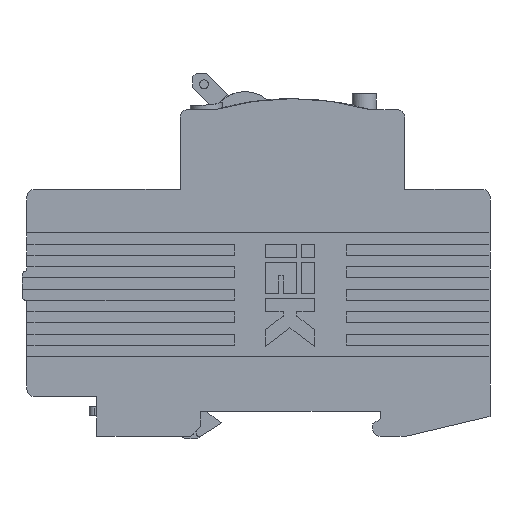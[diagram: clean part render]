
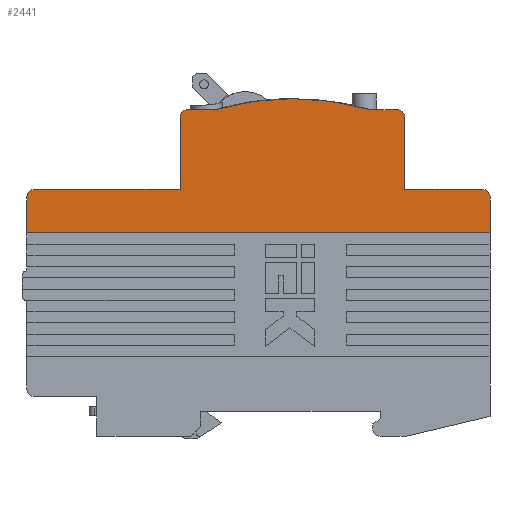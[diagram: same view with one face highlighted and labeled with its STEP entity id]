
A CAD part, left-side view. The second image highlights one B-rep face of the part: STEP entity #2441.
In plain terms, the highlighted planar face has unit normal (-1, 0, 0).
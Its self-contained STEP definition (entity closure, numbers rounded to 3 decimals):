
#12 = DIRECTION ( 'NONE',  ( 0., 0., -1. ) ) ;
#41 = CARTESIAN_POINT ( 'NONE',  ( -59.502, 53.1, 11.587 ) ) ;
#417 = AXIS2_PLACEMENT_3D ( 'NONE', #41, #11031, #9442 ) ;
#625 = VERTEX_POINT ( 'NONE', #6240 ) ;
#787 = ORIENTED_EDGE ( 'NONE', *, *, #3194, .T. ) ;
#792 = VERTEX_POINT ( 'NONE', #3895 ) ;
#891 = CARTESIAN_POINT ( 'NONE',  ( -59.502, -38.2, 4.387 ) ) ;
#967 = ORIENTED_EDGE ( 'NONE', *, *, #9202, .T. ) ;
#1052 = CARTESIAN_POINT ( 'NONE',  ( -59.502, 1.8, 29.087 ) ) ;
#1102 = VERTEX_POINT ( 'NONE', #18095 ) ;
#1240 = CARTESIAN_POINT ( 'NONE',  ( -59.502, 13.05, 4.387 ) ) ;
#1395 = CARTESIAN_POINT ( 'NONE',  ( -59.502, -36.7, 11.587 ) ) ;
#1571 = EDGE_CURVE ( 'NONE', #1102, #6778, #18190, .T. ) ;
#1642 = CIRCLE ( 'NONE', #20056, 1.5 ) ;
#1726 = DIRECTION ( 'NONE',  ( 1., 0., 0. ) ) ;
#1841 = VECTOR ( 'NONE', #7140, 1000. ) ;
#1940 = LINE ( 'NONE', #1240, #18235 ) ;
#2101 = LINE ( 'NONE', #19864, #6293 ) ;
#2155 = ORIENTED_EDGE ( 'NONE', *, *, #6697, .F. ) ;
#2156 = CARTESIAN_POINT ( 'NONE',  ( -59.502, -38.2, 11.587 ) ) ;
#2441 = ADVANCED_FACE ( 'NONE', ( #20498 ), #11480, .F. ) ;
#2567 = EDGE_CURVE ( 'NONE', #19122, #792, #1940, .T. ) ;
#2804 = AXIS2_PLACEMENT_3D ( 'NONE', #11160, #1726, #12762 ) ;
#2973 = DIRECTION ( 'NONE',  ( 0., 0., -1. ) ) ;
#3194 = EDGE_CURVE ( 'NONE', #6778, #792, #16234, .T. ) ;
#3565 = DIRECTION ( 'NONE',  ( 1., 0., 0. ) ) ;
#3591 = AXIS2_PLACEMENT_3D ( 'NONE', #3592, #14663, #5146 ) ;
#3592 = CARTESIAN_POINT ( 'NONE',  ( -59.502, 22.4, 27.587 ) ) ;
#3696 = VECTOR ( 'NONE', #19692, 1000. ) ;
#3864 = CARTESIAN_POINT ( 'NONE',  ( -59.502, 22.4, 29.087 ) ) ;
#3882 = CARTESIAN_POINT ( 'NONE',  ( -59.502, 23.9, -31.413 ) ) ;
#3895 = CARTESIAN_POINT ( 'NONE',  ( -59.502, 54.6, 4.387 ) ) ;
#3950 = VECTOR ( 'NONE', #8933, 1000. ) ;
#4139 = LINE ( 'NONE', #1052, #7828 ) ;
#4150 = ORIENTED_EDGE ( 'NONE', *, *, #20364, .T. ) ;
#4332 = CARTESIAN_POINT ( 'NONE',  ( -59.502, -36.7, 13.087 ) ) ;
#4353 = CARTESIAN_POINT ( 'NONE',  ( -59.502, 1.8, 13.087 ) ) ;
#4619 = VERTEX_POINT ( 'NONE', #18368 ) ;
#4647 = CARTESIAN_POINT ( 'NONE',  ( -59.502, 54.6, 11.587 ) ) ;
#5146 = DIRECTION ( 'NONE',  ( 0., 0., -1. ) ) ;
#5442 = VERTEX_POINT ( 'NONE', #18088 ) ;
#5472 = VERTEX_POINT ( 'NONE', #3864 ) ;
#6240 = CARTESIAN_POINT ( 'NONE',  ( -59.502, 16.9, 29.087 ) ) ;
#6293 = VECTOR ( 'NONE', #18273, 1000. ) ;
#6554 = EDGE_CURVE ( 'NONE', #6744, #13591, #19393, .T. ) ;
#6697 = EDGE_CURVE ( 'NONE', #1102, #4619, #2101, .T. ) ;
#6744 = VERTEX_POINT ( 'NONE', #12402 ) ;
#6778 = VERTEX_POINT ( 'NONE', #4647 ) ;
#6790 = VECTOR ( 'NONE', #13430, 1000. ) ;
#6917 = ORIENTED_EDGE ( 'NONE', *, *, #18064, .F. ) ;
#6948 = EDGE_LOOP ( 'NONE', ( #787, #19797, #17448, #967, #9964, #10523, #4150, #6917, #11925, #14348, #10396, #10544, #2155, #17071 ) ) ;
#7030 = CARTESIAN_POINT ( 'NONE',  ( -59.502, 1.8, 29.087 ) ) ;
#7140 = DIRECTION ( 'NONE',  ( 0., 0., -1. ) ) ;
#7336 = CIRCLE ( 'NONE', #2804, 55.648 ) ;
#7424 = VERTEX_POINT ( 'NONE', #17411 ) ;
#7642 = LINE ( 'NONE', #3882, #11858 ) ;
#7828 = VECTOR ( 'NONE', #16969, 1000. ) ;
#8411 = EDGE_CURVE ( 'NONE', #5472, #7424, #11970, .T. ) ;
#8534 = EDGE_CURVE ( 'NONE', #20096, #19122, #14432, .T. ) ;
#8884 = CARTESIAN_POINT ( 'NONE',  ( -59.502, -21.1, 27.587 ) ) ;
#8933 = DIRECTION ( 'NONE',  ( 0., 1., 0. ) ) ;
#9202 = EDGE_CURVE ( 'NONE', #20096, #11601, #15319, .T. ) ;
#9409 = DIRECTION ( 'NONE',  ( -1., 0., 0. ) ) ;
#9442 = DIRECTION ( 'NONE',  ( 0., 0., -1. ) ) ;
#9851 = DIRECTION ( 'NONE',  ( 0., 0., -1. ) ) ;
#9964 = ORIENTED_EDGE ( 'NONE', *, *, #14336, .T. ) ;
#10166 = CARTESIAN_POINT ( 'NONE',  ( -59.502, -21.1, -31.413 ) ) ;
#10343 = AXIS2_PLACEMENT_3D ( 'NONE', #1395, #12487, #2973 ) ;
#10396 = ORIENTED_EDGE ( 'NONE', *, *, #8411, .T. ) ;
#10523 = ORIENTED_EDGE ( 'NONE', *, *, #6554, .T. ) ;
#10544 = ORIENTED_EDGE ( 'NONE', *, *, #12791, .F. ) ;
#11031 = DIRECTION ( 'NONE',  ( -1., 0., 0. ) ) ;
#11160 = CARTESIAN_POINT ( 'NONE',  ( -59.502, 1.4, -24.358 ) ) ;
#11480 = PLANE ( 'NONE',  #16532 ) ;
#11601 = VERTEX_POINT ( 'NONE', #4332 ) ;
#11858 = VECTOR ( 'NONE', #13300, 1000. ) ;
#11925 = ORIENTED_EDGE ( 'NONE', *, *, #19910, .F. ) ;
#11970 = CIRCLE ( 'NONE', #3591, 1.5 ) ;
#12104 = LINE ( 'NONE', #7030, #3696 ) ;
#12402 = CARTESIAN_POINT ( 'NONE',  ( -59.502, -21.1, 13.087 ) ) ;
#12487 = DIRECTION ( 'NONE',  ( -1., 0., 0. ) ) ;
#12762 = DIRECTION ( 'NONE',  ( 0., 0., -1. ) ) ;
#12791 = EDGE_CURVE ( 'NONE', #4619, #7424, #7642, .T. ) ;
#13005 = CARTESIAN_POINT ( 'NONE',  ( -59.502, 1.8, -31.413 ) ) ;
#13300 = DIRECTION ( 'NONE',  ( 0., 0., 1. ) ) ;
#13342 = CARTESIAN_POINT ( 'NONE',  ( -59.502, 54.6, 13.087 ) ) ;
#13430 = DIRECTION ( 'NONE',  ( 0., 0., 1. ) ) ;
#13591 = VERTEX_POINT ( 'NONE', #8884 ) ;
#14088 = VERTEX_POINT ( 'NONE', #19609 ) ;
#14336 = EDGE_CURVE ( 'NONE', #11601, #6744, #20276, .T. ) ;
#14348 = ORIENTED_EDGE ( 'NONE', *, *, #15197, .F. ) ;
#14432 = LINE ( 'NONE', #16659, #1841 ) ;
#14663 = DIRECTION ( 'NONE',  ( -1., 0., 0. ) ) ;
#15197 = EDGE_CURVE ( 'NONE', #5472, #625, #4139, .T. ) ;
#15319 = CIRCLE ( 'NONE', #10343, 1.5 ) ;
#15717 = VECTOR ( 'NONE', #16918, 1000. ) ;
#16234 = LINE ( 'NONE', #13342, #15717 ) ;
#16532 = AXIS2_PLACEMENT_3D ( 'NONE', #13005, #3565, #9851 ) ;
#16659 = CARTESIAN_POINT ( 'NONE',  ( -59.502, -38.2, -31.413 ) ) ;
#16918 = DIRECTION ( 'NONE',  ( 0., 0., -1. ) ) ;
#16969 = DIRECTION ( 'NONE',  ( 0., -1., 0. ) ) ;
#17071 = ORIENTED_EDGE ( 'NONE', *, *, #1571, .T. ) ;
#17411 = CARTESIAN_POINT ( 'NONE',  ( -59.502, 23.9, 27.587 ) ) ;
#17448 = ORIENTED_EDGE ( 'NONE', *, *, #8534, .F. ) ;
#18064 = EDGE_CURVE ( 'NONE', #14088, #5442, #12104, .T. ) ;
#18088 = CARTESIAN_POINT ( 'NONE',  ( -59.502, -19.6, 29.087 ) ) ;
#18095 = CARTESIAN_POINT ( 'NONE',  ( -59.502, 53.1, 13.087 ) ) ;
#18190 = CIRCLE ( 'NONE', #417, 1.5 ) ;
#18235 = VECTOR ( 'NONE', #20216, 1000. ) ;
#18273 = DIRECTION ( 'NONE',  ( 0., -1., 0. ) ) ;
#18368 = CARTESIAN_POINT ( 'NONE',  ( -59.502, 23.9, 13.087 ) ) ;
#18930 = CARTESIAN_POINT ( 'NONE',  ( -59.502, -19.6, 27.587 ) ) ;
#19122 = VERTEX_POINT ( 'NONE', #891 ) ;
#19393 = LINE ( 'NONE', #10166, #6790 ) ;
#19609 = CARTESIAN_POINT ( 'NONE',  ( -59.502, -14.1, 29.087 ) ) ;
#19692 = DIRECTION ( 'NONE',  ( 0., -1., 0. ) ) ;
#19797 = ORIENTED_EDGE ( 'NONE', *, *, #2567, .F. ) ;
#19864 = CARTESIAN_POINT ( 'NONE',  ( -59.502, 1.8, 13.087 ) ) ;
#19910 = EDGE_CURVE ( 'NONE', #625, #14088, #7336, .T. ) ;
#20056 = AXIS2_PLACEMENT_3D ( 'NONE', #18930, #9409, #12 ) ;
#20096 = VERTEX_POINT ( 'NONE', #2156 ) ;
#20216 = DIRECTION ( 'NONE',  ( 0., 1., 0. ) ) ;
#20276 = LINE ( 'NONE', #4353, #3950 ) ;
#20364 = EDGE_CURVE ( 'NONE', #13591, #5442, #1642, .T. ) ;
#20498 = FACE_OUTER_BOUND ( 'NONE', #6948, .T. ) ;
